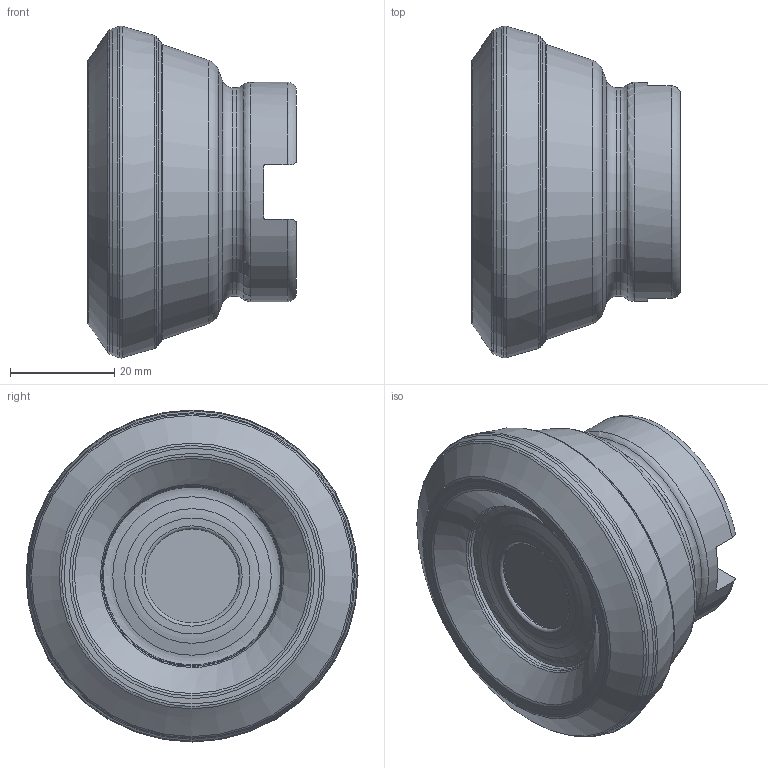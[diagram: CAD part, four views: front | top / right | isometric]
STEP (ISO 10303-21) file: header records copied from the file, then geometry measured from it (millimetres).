
FILE_DESCRIPTION(/* description */ (''),/* implementation_level */ '2;1');
FILE_NAME(/* name */ 'TURNING_F36-PNMU12-D50Z4S22.stp',/* time_stamp */ '2021-10-07T12:09:04+09:00',/* author */ (''),/* organization */ (''),/* preprocessor_version */ 'ST-DEVELOPER v16',/* originating_system */ 'SIEMENS PLM Software NX 10.0',/* authorisation */ '');
FILE_SCHEMA (('AP203_CONFIGURATION_CONTROLLED_3D_DESIGN_OF_MECHANICAL_PARTS_AND_ASSEMBLIES_MIM_LF { 1 0 10303 403 2 1 2}'));
Length unit declared in the file: millimetre
Products named in the file (1): 120185C07CB1h8jm
Bounding box: 40.01 x 63.57 x 63.57 mm (x, y, z)
Volume: 68233.7 mm3; surface area: 13223.5 mm2
Topology: 1 solids, 1 shells, 69 faces, 182 edges, 119 vertices
Faces by surface type: revolution 20, plane 18, torus 12, cylinder 10, cone 9
Full cylindrical faces by diameter (mm): 11 x1, 18 x1, 22 x1, 23 x1, 40 x1, 42 x1
Entity records: 2024 total; most frequent: CARTESIAN_POINT 594, DIRECTION 262, ORIENTED_EDGE 222, EDGE_LOOP 114, EDGE_CURVE 111, AXIS2_PLACEMENT_3D 109, FACE_BOUND 90, VERTEX_POINT 89
